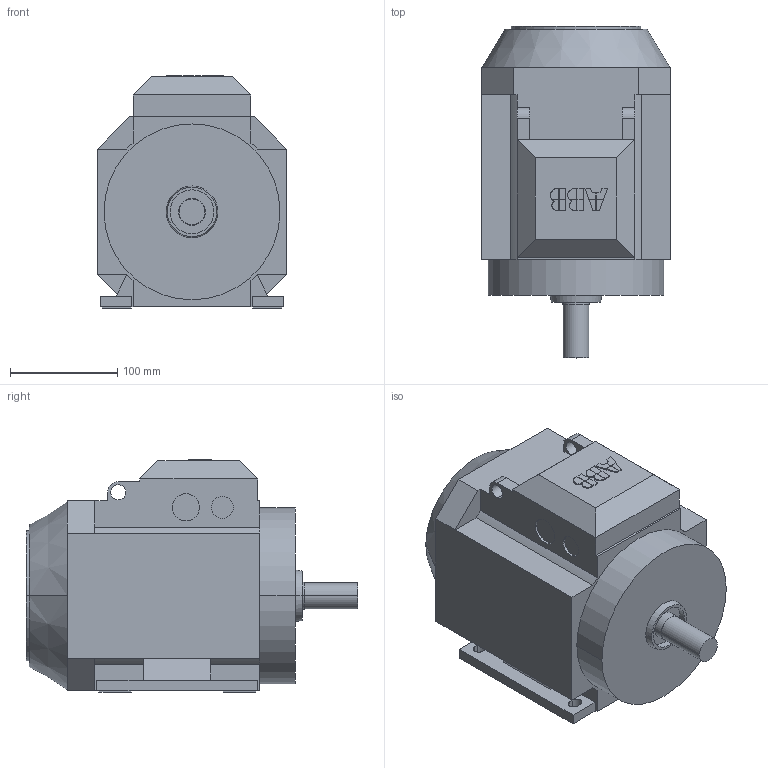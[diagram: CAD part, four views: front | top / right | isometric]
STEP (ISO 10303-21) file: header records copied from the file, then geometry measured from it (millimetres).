
FILE_DESCRIPTION(/* description */ (''),/* implementation_level */ '2;1');
FILE_NAME(/* name */ 'M3AA IE2 90L B3.stp',/* time_stamp */ '2015-06-29T11:18:51+02:00',/* author */ (''),/* organization */ (''),/* preprocessor_version */ 'ST-DEVELOPER v14',/* originating_system */ 'SIEMENS PLM Software NX 8.0',/* authorisation */ '');
FILE_SCHEMA (('AUTOMOTIVE_DESIGN { 1 0 10303 214 3 1 1 1 }'));
Length unit declared in the file: millimetre
Products named in the file (1): M3AA IE2 90L B3_igs
Bounding box: 177 x 309.5 x 217 mm (x, y, z)
Volume: 6878480.8 mm3; surface area: 257422.6 mm2
Topology: 1 solids, 1 shells, 210 faces, 524 edges, 344 vertices
Faces by surface type: plane 156, cylinder 40, bspline 10, cone 4
Entity records: 6278 total; most frequent: CARTESIAN_POINT 1191, ORIENTED_EDGE 1048, DIRECTION 994, EDGE_CURVE 524, LINE 416, VECTOR 416, VERTEX_POINT 344, AXIS2_PLACEMENT_3D 289
